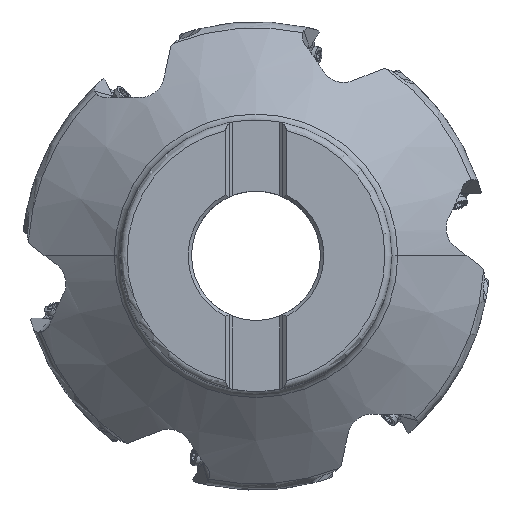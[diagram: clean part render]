
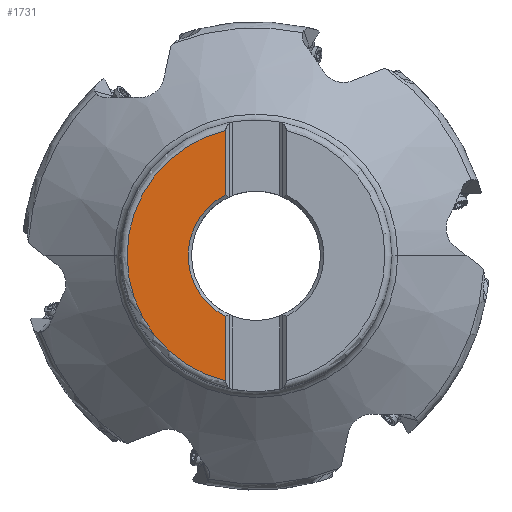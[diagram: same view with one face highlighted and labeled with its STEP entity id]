
A CAD part, top view. The second image highlights one B-rep face of the part: STEP entity #1731.
In plain terms, the highlighted planar face has unit normal (0, 0, 1).
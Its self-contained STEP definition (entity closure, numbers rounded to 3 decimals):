
#843=FACE_OUTER_BOUND('',#3793,.T.);
#1731=ADVANCED_FACE('',(#843),#2599,.T.);
#2599=PLANE('',#17873);
#3793=EDGE_LOOP('',(#7500,#7501,#7502,#7503,#7504));
#4789=LINE('',#26955,#5821);
#4791=LINE('',#26978,#5823);
#5821=VECTOR('',#20288,1.);
#5823=VECTOR('',#20300,1.);
#7500=ORIENTED_EDGE('',*,*,#13996,.F.);
#7501=ORIENTED_EDGE('',*,*,#13997,.F.);
#7502=ORIENTED_EDGE('',*,*,#13985,.F.);
#7503=ORIENTED_EDGE('',*,*,#13984,.F.);
#7504=ORIENTED_EDGE('',*,*,#13990,.F.);
#12194=VERTEX_POINT('',#26914);
#12195=VERTEX_POINT('',#26915);
#12196=VERTEX_POINT('',#26917);
#12199=VERTEX_POINT('',#26956);
#12202=VERTEX_POINT('',#26975);
#13984=EDGE_CURVE('',#12194,#12195,#16193,.T.);
#13985=EDGE_CURVE('',#12195,#12196,#16194,.T.);
#13990=EDGE_CURVE('',#12199,#12194,#4789,.T.);
#13996=EDGE_CURVE('',#12202,#12199,#16198,.T.);
#13997=EDGE_CURVE('',#12196,#12202,#4791,.T.);
#16193=CIRCLE('',#17864,38.);
#16194=CIRCLE('',#17865,38.);
#16198=CIRCLE('',#17871,20.015);
#17864=AXIS2_PLACEMENT_3D('',#26913,#20280,#20281);
#17865=AXIS2_PLACEMENT_3D('',#26916,#20282,#20283);
#17871=AXIS2_PLACEMENT_3D('',#26976,#20296,#20297);
#17873=AXIS2_PLACEMENT_3D('',#26979,#20301,#20302);
#20280=DIRECTION('',(0.,0.,-1.));
#20281=DIRECTION('',(-0.235,-0.972,0.));
#20282=DIRECTION('',(0.,0.,-1.));
#20283=DIRECTION('',(-1.,0.,0.));
#20288=DIRECTION('',(0.,-1.,0.));
#20296=DIRECTION('',(0.,0.,1.));
#20297=DIRECTION('',(-0.447,0.895,0.));
#20300=DIRECTION('',(0.,-1.,0.));
#20301=DIRECTION('',(0.,0.,1.));
#20302=DIRECTION('',(1.,0.,0.));
#26913=CARTESIAN_POINT('',(0.,0.,0.));
#26914=CARTESIAN_POINT('',(-8.937,-36.934,0.));
#26915=CARTESIAN_POINT('',(-38.,0.,0.));
#26916=CARTESIAN_POINT('',(0.,0.,0.));
#26917=CARTESIAN_POINT('',(-8.938,36.934,0.));
#26955=CARTESIAN_POINT('',(-8.938,-17.909,0.));
#26956=CARTESIAN_POINT('',(-8.938,-17.909,0.));
#26975=CARTESIAN_POINT('',(-8.938,17.909,0.));
#26976=CARTESIAN_POINT('',(0.,0.,0.));
#26978=CARTESIAN_POINT('',(-8.938,36.934,0.));
#26979=CARTESIAN_POINT('',(-23.47,0.,0.));
